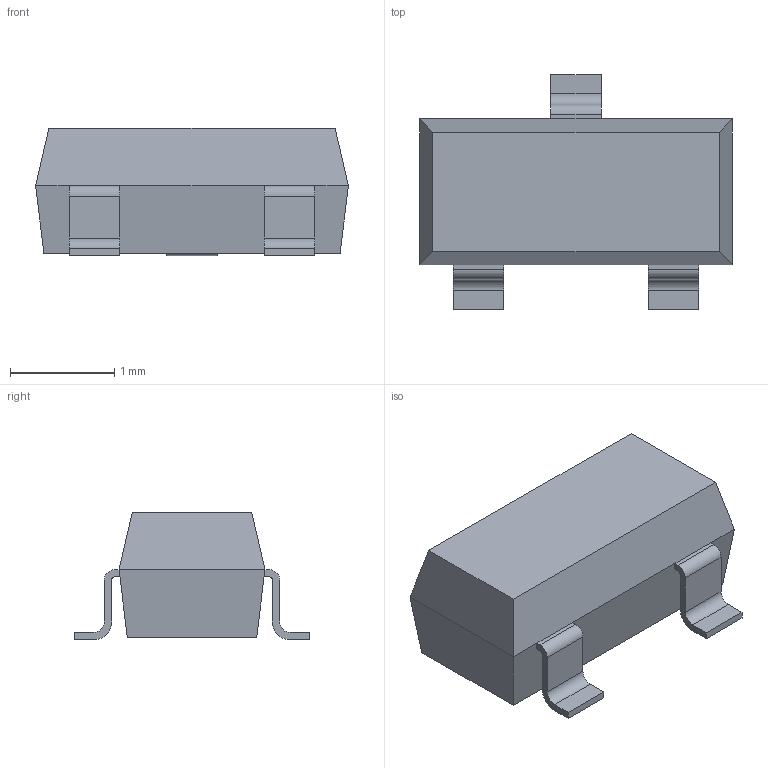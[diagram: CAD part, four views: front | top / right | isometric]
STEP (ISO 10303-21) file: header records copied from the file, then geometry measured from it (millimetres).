
FILE_DESCRIPTION(/* description */ (''),/* implementation_level */ '2;1');
FILE_NAME(/* name */ 'SOT-23s.step',/* time_stamp */ '2020-03-19T14:27:12+01:00',/* author */ (''),/* organization */ (''),/* preprocessor_version */ 'ST-DEVELOPER v18',/* originating_system */ 'Autodesk Translation Framework v8.12.0.6',/* authorisation */ '');
FILE_SCHEMA (('AUTOMOTIVE_DESIGN { 1 0 10303 214 3 1 1 }'));
Length unit declared in the file: millimetre
Products named in the file (2): Q2; SOT23
Assembly tree (1 placements, depth 2):
  Q2
    SOT23
Bounding box: 3 x 2.25 x 1.22 mm (x, y, z)
Volume: 4.6 mm3; surface area: 20 mm2
Topology: 1 solids, 1 shells, 49 faces, 131 edges, 84 vertices
Faces by surface type: plane 37, cylinder 12
Entity records: 1586 total; most frequent: CARTESIAN_POINT 267, ORIENTED_EDGE 262, DIRECTION 259, EDGE_CURVE 131, LINE 107, VECTOR 107, VERTEX_POINT 84, AXIS2_PLACEMENT_3D 76
